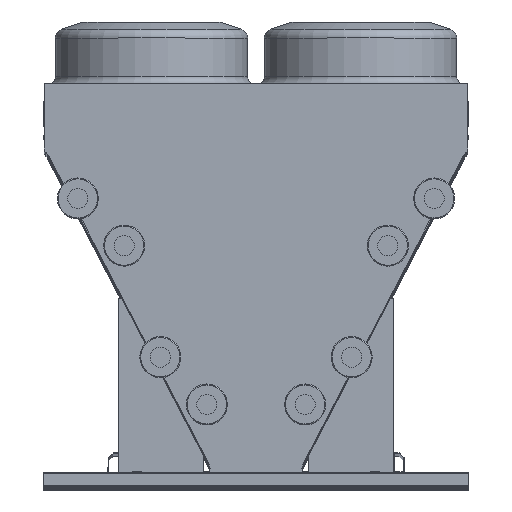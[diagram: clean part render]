
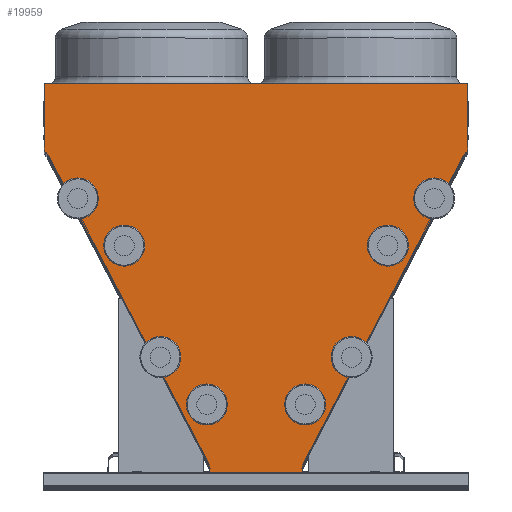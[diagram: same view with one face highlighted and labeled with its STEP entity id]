
A CAD part, top view. The second image highlights one B-rep face of the part: STEP entity #19959.
In plain terms, the highlighted planar face has unit normal (0, 0, 1).
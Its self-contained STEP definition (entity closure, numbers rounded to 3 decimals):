
#7 = EDGE_CURVE ( 'NONE', #41831, #27269, #41653, .T. ) ;
#100 = VECTOR ( 'NONE', #23664, 1000. ) ;
#404 = VECTOR ( 'NONE', #18427, 1000. ) ;
#716 = LINE ( 'NONE', #23189, #36102 ) ;
#742 = VERTEX_POINT ( 'NONE', #37779 ) ;
#978 = LINE ( 'NONE', #27731, #22965 ) ;
#985 = LINE ( 'NONE', #23520, #27257 ) ;
#1003 = EDGE_CURVE ( 'NONE', #27269, #40723, #34155, .T. ) ;
#1012 = VECTOR ( 'NONE', #15402, 1000. ) ;
#1959 = VERTEX_POINT ( 'NONE', #22876 ) ;
#2111 = DIRECTION ( 'NONE',  ( 0.887, 0.462, 0. ) ) ;
#2125 = CARTESIAN_POINT ( 'NONE',  ( -1136.282, 2083.62, 0. ) ) ;
#2463 = AXIS2_PLACEMENT_3D ( 'NONE', #19215, #26109, #5561 ) ;
#2944 = CARTESIAN_POINT ( 'NONE',  ( -1136.282, 1727.462, 0. ) ) ;
#3145 = VERTEX_POINT ( 'NONE', #23062 ) ;
#3156 = DIRECTION ( 'NONE',  ( 0.462, -0.887, 0. ) ) ;
#3354 = DIRECTION ( 'NONE',  ( 0., 1., 0. ) ) ;
#4089 = VERTEX_POINT ( 'NONE', #29468 ) ;
#4175 = LINE ( 'NONE', #5232, #39555 ) ;
#4469 = VECTOR ( 'NONE', #13553, 1000. ) ;
#4660 = CARTESIAN_POINT ( 'NONE',  ( 279.893, 0., 0. ) ) ;
#4743 = CARTESIAN_POINT ( 'NONE',  ( 246.893, 1.482, 0. ) ) ;
#5043 = DIRECTION ( 'NONE',  ( 0., 1., 0. ) ) ;
#5232 = CARTESIAN_POINT ( 'NONE',  ( 246.893, 17.358, 0. ) ) ;
#5474 = CARTESIAN_POINT ( 'NONE',  ( 279.893, 0., 0. ) ) ;
#5561 = DIRECTION ( 'NONE',  ( -1., 0., 0. ) ) ;
#5564 = VECTOR ( 'NONE', #20642, 1000. ) ;
#6237 = VECTOR ( 'NONE', #9387, 1000. ) ;
#6313 = VECTOR ( 'NONE', #2111, 1000. ) ;
#6532 = VECTOR ( 'NONE', #14863, 1000. ) ;
#7027 = VERTEX_POINT ( 'NONE', #27422 ) ;
#7080 = LINE ( 'NONE', #41119, #17256 ) ;
#7619 = LINE ( 'NONE', #38876, #6532 ) ;
#8247 = VECTOR ( 'NONE', #18070, 1000. ) ;
#9071 = LINE ( 'NONE', #35952, #1012 ) ;
#9238 = CARTESIAN_POINT ( 'NONE',  ( -1136.282, 1727.462, 0. ) ) ;
#9387 = DIRECTION ( 'NONE',  ( 0., -1., 0. ) ) ;
#10492 = DIRECTION ( 'NONE',  ( -1., 0., 0. ) ) ;
#11604 = ORIENTED_EDGE ( 'NONE', *, *, #17316, .T. ) ;
#12242 = LINE ( 'NONE', #17113, #29424 ) ;
#12603 = EDGE_CURVE ( 'NONE', #4089, #21726, #12242, .T. ) ;
#12970 = DIRECTION ( 'NONE',  ( -1., 0., 0. ) ) ;
#13553 = DIRECTION ( 'NONE',  ( 0., 1., 0. ) ) ;
#13706 = EDGE_LOOP ( 'NONE', ( #41519, #22078, #23654, #41524, #11604, #23471, #19729, #17880, #16104, #28858, #14827, #39942, #38737, #29670, #27409, #21404, #39889, #18039 ) ) ;
#14687 = VERTEX_POINT ( 'NONE', #2125 ) ;
#14827 = ORIENTED_EDGE ( 'NONE', *, *, #29761, .T. ) ;
#14863 = DIRECTION ( 'NONE',  ( 0., -1., 0. ) ) ;
#15264 = VERTEX_POINT ( 'NONE', #32957 ) ;
#15402 = DIRECTION ( 'NONE',  ( -1., 0., 0. ) ) ;
#15961 = CARTESIAN_POINT ( 'NONE',  ( 1136.15, 1727.462, 0. ) ) ;
#16104 = ORIENTED_EDGE ( 'NONE', *, *, #31817, .T. ) ;
#16227 = CARTESIAN_POINT ( 'NONE',  ( 1127.607, 1711.053, 0. ) ) ;
#16415 = LINE ( 'NONE', #9238, #6237 ) ;
#16489 = FACE_OUTER_BOUND ( 'NONE', #13706, .T. ) ;
#16927 = CARTESIAN_POINT ( 'NONE',  ( -246.893, 17.358, 0. ) ) ;
#17113 = CARTESIAN_POINT ( 'NONE',  ( -245.403, 20.223, 0. ) ) ;
#17183 = CARTESIAN_POINT ( 'NONE',  ( 245.39, 20.232, 0. ) ) ;
#17256 = VECTOR ( 'NONE', #3354, 1000. ) ;
#17316 = EDGE_CURVE ( 'NONE', #21726, #35119, #19443, .T. ) ;
#17880 = ORIENTED_EDGE ( 'NONE', *, *, #34133, .T. ) ;
#18039 = ORIENTED_EDGE ( 'NONE', *, *, #36774, .T. ) ;
#18070 = DIRECTION ( 'NONE',  ( 0., -1., 0. ) ) ;
#18420 = LINE ( 'NONE', #24979, #8247 ) ;
#18427 = DIRECTION ( 'NONE',  ( 1., 0., 0. ) ) ;
#18744 = CARTESIAN_POINT ( 'NONE',  ( -245.403, 20.223, 0. ) ) ;
#19006 = EDGE_CURVE ( 'NONE', #40813, #22332, #985, .T. ) ;
#19215 = CARTESIAN_POINT ( 'NONE',  ( 0., 0., 0. ) ) ;
#19443 = LINE ( 'NONE', #44238, #100 ) ;
#19729 = ORIENTED_EDGE ( 'NONE', *, *, #26667, .T. ) ;
#19959 = ADVANCED_FACE ( 'NONE', ( #16489 ), #43228, .F. ) ;
#19983 = EDGE_CURVE ( 'NONE', #22332, #4089, #33690, .T. ) ;
#20306 = DIRECTION ( 'NONE',  ( 0.887, -0.462, 0. ) ) ;
#20642 = DIRECTION ( 'NONE',  ( 0.462, 0.887, 0. ) ) ;
#21404 = ORIENTED_EDGE ( 'NONE', *, *, #1003, .T. ) ;
#21440 = CARTESIAN_POINT ( 'NONE',  ( -1127.739, 1711.053, 0. ) ) ;
#21726 = VERTEX_POINT ( 'NONE', #18744 ) ;
#22078 = ORIENTED_EDGE ( 'NONE', *, *, #19006, .T. ) ;
#22304 = DIRECTION ( 'NONE',  ( -0.463, 0.886, 0. ) ) ;
#22332 = VERTEX_POINT ( 'NONE', #21440 ) ;
#22876 = CARTESIAN_POINT ( 'NONE',  ( 1136.15, 2083.62, 0. ) ) ;
#22965 = VECTOR ( 'NONE', #10492, 1000. ) ;
#23062 = CARTESIAN_POINT ( 'NONE',  ( -246.893, 1.482, 0. ) ) ;
#23189 = CARTESIAN_POINT ( 'NONE',  ( -279.893, 1.482, 0. ) ) ;
#23373 = EDGE_CURVE ( 'NONE', #35119, #3145, #7619, .T. ) ;
#23471 = ORIENTED_EDGE ( 'NONE', *, *, #23373, .T. ) ;
#23520 = CARTESIAN_POINT ( 'NONE',  ( -1127.739, 1711.053, 0. ) ) ;
#23654 = ORIENTED_EDGE ( 'NONE', *, *, #19983, .T. ) ;
#23664 = DIRECTION ( 'NONE',  ( -0.461, -0.887, 0. ) ) ;
#24979 = CARTESIAN_POINT ( 'NONE',  ( -279.893, 0., 0. ) ) ;
#26087 = CARTESIAN_POINT ( 'NONE',  ( 246.893, 17.358, 0. ) ) ;
#26109 = DIRECTION ( 'NONE',  ( 0., 0., -1. ) ) ;
#26667 = EDGE_CURVE ( 'NONE', #3145, #742, #716, .T. ) ;
#26769 = EDGE_CURVE ( 'NONE', #27025, #41909, #43114, .T. ) ;
#27025 = VERTEX_POINT ( 'NONE', #4743 ) ;
#27257 = VECTOR ( 'NONE', #3156, 1000. ) ;
#27269 = VERTEX_POINT ( 'NONE', #16227 ) ;
#27407 = EDGE_CURVE ( 'NONE', #40723, #1959, #7080, .T. ) ;
#27409 = ORIENTED_EDGE ( 'NONE', *, *, #7, .T. ) ;
#27422 = CARTESIAN_POINT ( 'NONE',  ( 279.893, 0., 0. ) ) ;
#27466 = DIRECTION ( 'NONE',  ( 0.462, -0.887, 0. ) ) ;
#27536 = CARTESIAN_POINT ( 'NONE',  ( 245.39, 20.232, 0. ) ) ;
#27731 = CARTESIAN_POINT ( 'NONE',  ( 279.893, 1.482, 0. ) ) ;
#28858 = ORIENTED_EDGE ( 'NONE', *, *, #34300, .T. ) ;
#29071 = CARTESIAN_POINT ( 'NONE',  ( 1126.218, 1711.776, 0. ) ) ;
#29424 = VECTOR ( 'NONE', #27466, 1000. ) ;
#29468 = CARTESIAN_POINT ( 'NONE',  ( -1126.246, 1711.83, 0. ) ) ;
#29670 = ORIENTED_EDGE ( 'NONE', *, *, #33963, .T. ) ;
#29761 = EDGE_CURVE ( 'NONE', #40948, #27025, #978, .T. ) ;
#30015 = EDGE_CURVE ( 'NONE', #41909, #37051, #4175, .T. ) ;
#30911 = CARTESIAN_POINT ( 'NONE',  ( 1127.607, 1711.053, 0. ) ) ;
#31817 = EDGE_CURVE ( 'NONE', #15264, #7027, #34725, .T. ) ;
#31849 = LINE ( 'NONE', #27536, #5564 ) ;
#32534 = VECTOR ( 'NONE', #20306, 1000. ) ;
#32957 = CARTESIAN_POINT ( 'NONE',  ( -279.893, 0., 0. ) ) ;
#32996 = CARTESIAN_POINT ( 'NONE',  ( -1127.739, 1711.053, 0. ) ) ;
#33690 = LINE ( 'NONE', #32996, #6313 ) ;
#33963 = EDGE_CURVE ( 'NONE', #37051, #41831, #31849, .T. ) ;
#34133 = EDGE_CURVE ( 'NONE', #742, #15264, #18420, .T. ) ;
#34155 = LINE ( 'NONE', #30911, #42195 ) ;
#34300 = EDGE_CURVE ( 'NONE', #7027, #40948, #40398, .T. ) ;
#34725 = LINE ( 'NONE', #4660, #404 ) ;
#35119 = VERTEX_POINT ( 'NONE', #16927 ) ;
#35952 = CARTESIAN_POINT ( 'NONE',  ( -1136.282, 2083.62, 0. ) ) ;
#36102 = VECTOR ( 'NONE', #12970, 1000. ) ;
#36774 = EDGE_CURVE ( 'NONE', #1959, #14687, #9071, .T. ) ;
#37051 = VERTEX_POINT ( 'NONE', #17183 ) ;
#37779 = CARTESIAN_POINT ( 'NONE',  ( -279.893, 1.482, 0. ) ) ;
#37842 = CARTESIAN_POINT ( 'NONE',  ( 279.893, 1.482, 0. ) ) ;
#38253 = VECTOR ( 'NONE', #5043, 1000. ) ;
#38737 = ORIENTED_EDGE ( 'NONE', *, *, #30015, .T. ) ;
#38876 = CARTESIAN_POINT ( 'NONE',  ( -246.893, 17.358, 0. ) ) ;
#39555 = VECTOR ( 'NONE', #22304, 1000. ) ;
#39889 = ORIENTED_EDGE ( 'NONE', *, *, #27407, .T. ) ;
#39942 = ORIENTED_EDGE ( 'NONE', *, *, #26769, .T. ) ;
#40398 = LINE ( 'NONE', #5474, #38253 ) ;
#40723 = VERTEX_POINT ( 'NONE', #15961 ) ;
#40813 = VERTEX_POINT ( 'NONE', #2944 ) ;
#40948 = VERTEX_POINT ( 'NONE', #37842 ) ;
#41027 = CARTESIAN_POINT ( 'NONE',  ( 246.893, 17.358, 0. ) ) ;
#41119 = CARTESIAN_POINT ( 'NONE',  ( 1136.15, 2083.62, 0. ) ) ;
#41245 = DIRECTION ( 'NONE',  ( 0.462, 0.887, 0. ) ) ;
#41519 = ORIENTED_EDGE ( 'NONE', *, *, #42560, .T. ) ;
#41524 = ORIENTED_EDGE ( 'NONE', *, *, #12603, .T. ) ;
#41653 = LINE ( 'NONE', #44318, #32534 ) ;
#41831 = VERTEX_POINT ( 'NONE', #29071 ) ;
#41909 = VERTEX_POINT ( 'NONE', #26087 ) ;
#42195 = VECTOR ( 'NONE', #41245, 1000. ) ;
#42560 = EDGE_CURVE ( 'NONE', #14687, #40813, #16415, .T. ) ;
#43114 = LINE ( 'NONE', #41027, #4469 ) ;
#43228 = PLANE ( 'NONE',  #2463 ) ;
#44238 = CARTESIAN_POINT ( 'NONE',  ( -246.893, 17.358, 0. ) ) ;
#44318 = CARTESIAN_POINT ( 'NONE',  ( 1127.607, 1711.053, 0. ) ) ;
